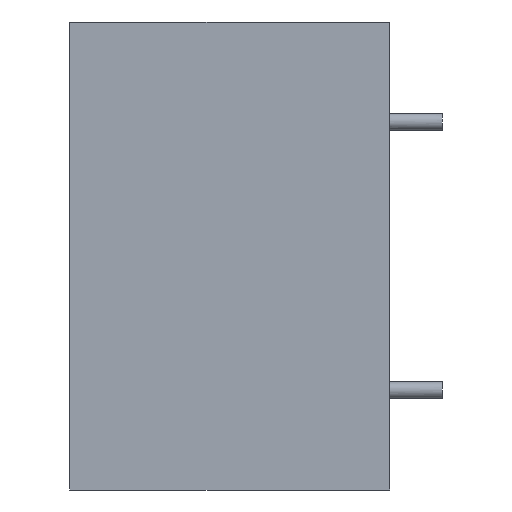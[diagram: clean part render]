
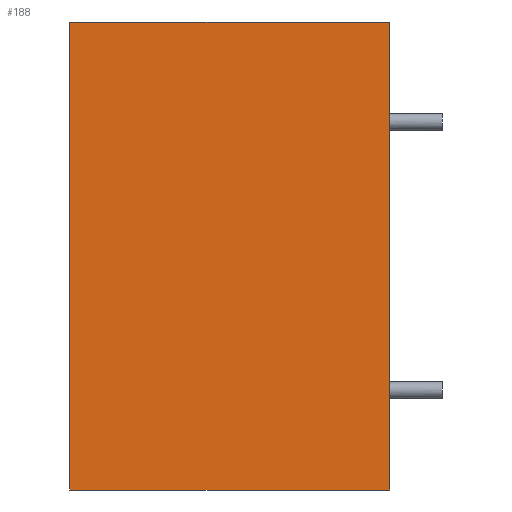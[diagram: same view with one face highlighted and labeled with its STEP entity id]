
A CAD part, left-side view. The second image highlights one B-rep face of the part: STEP entity #188.
In plain terms, the highlighted planar face has unit normal (-1, 0, 0).
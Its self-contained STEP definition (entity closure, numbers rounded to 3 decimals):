
#46 = VECTOR ( 'NONE', #2577, 1000. ) ;
#53 = CARTESIAN_POINT ( 'NONE',  ( 0., 24.2, 35.4 ) ) ;
#130 = LINE ( 'NONE', #1275, #46 ) ;
#188 = ADVANCED_FACE ( 'NONE', ( #933 ), #408, .F. ) ;
#316 = ORIENTED_EDGE ( 'NONE', *, *, #563, .T. ) ;
#342 = ORIENTED_EDGE ( 'NONE', *, *, #839, .T. ) ;
#408 = PLANE ( 'NONE',  #3439 ) ;
#429 = DIRECTION ( 'NONE',  ( 1., 0., 0. ) ) ;
#438 = DIRECTION ( 'NONE',  ( 0., -1., 0. ) ) ;
#492 = ORIENTED_EDGE ( 'NONE', *, *, #1958, .F. ) ;
#526 = VERTEX_POINT ( 'NONE', #53 ) ;
#563 = EDGE_CURVE ( 'NONE', #526, #1377, #1088, .T. ) ;
#641 = EDGE_CURVE ( 'NONE', #783, #1866, #2392, .T. ) ;
#783 = VERTEX_POINT ( 'NONE', #2248 ) ;
#839 = EDGE_CURVE ( 'NONE', #1377, #1866, #130, .T. ) ;
#933 = FACE_OUTER_BOUND ( 'NONE', #2803, .T. ) ;
#1088 = LINE ( 'NONE', #1364, #3082 ) ;
#1132 = DIRECTION ( 'NONE',  ( 0., 0., -1. ) ) ;
#1190 = CARTESIAN_POINT ( 'NONE',  ( 0., 24.2, 0. ) ) ;
#1275 = CARTESIAN_POINT ( 'NONE',  ( 0., 0., 0. ) ) ;
#1364 = CARTESIAN_POINT ( 'NONE',  ( 0., 24.2, 35.4 ) ) ;
#1377 = VERTEX_POINT ( 'NONE', #1190 ) ;
#1736 = CARTESIAN_POINT ( 'NONE',  ( 0., 0., 35.4 ) ) ;
#1866 = VERTEX_POINT ( 'NONE', #2576 ) ;
#1958 = EDGE_CURVE ( 'NONE', #526, #783, #2360, .T. ) ;
#2212 = CARTESIAN_POINT ( 'NONE',  ( 0., 0., 35.4 ) ) ;
#2248 = CARTESIAN_POINT ( 'NONE',  ( 0., 0., 35.4 ) ) ;
#2301 = VECTOR ( 'NONE', #1132, 1000. ) ;
#2360 = LINE ( 'NONE', #3344, #2557 ) ;
#2392 = LINE ( 'NONE', #2212, #2301 ) ;
#2557 = VECTOR ( 'NONE', #438, 1000. ) ;
#2576 = CARTESIAN_POINT ( 'NONE',  ( 0., 0., 0. ) ) ;
#2577 = DIRECTION ( 'NONE',  ( 0., -1., 0. ) ) ;
#2803 = EDGE_LOOP ( 'NONE', ( #342, #3013, #492, #316 ) ) ;
#2825 = DIRECTION ( 'NONE',  ( 0., 0., -1. ) ) ;
#2977 = DIRECTION ( 'NONE',  ( 0., 0., -1. ) ) ;
#3013 = ORIENTED_EDGE ( 'NONE', *, *, #641, .F. ) ;
#3082 = VECTOR ( 'NONE', #2977, 1000. ) ;
#3344 = CARTESIAN_POINT ( 'NONE',  ( 0., 0., 35.4 ) ) ;
#3439 = AXIS2_PLACEMENT_3D ( 'NONE', #1736, #429, #2825 ) ;
